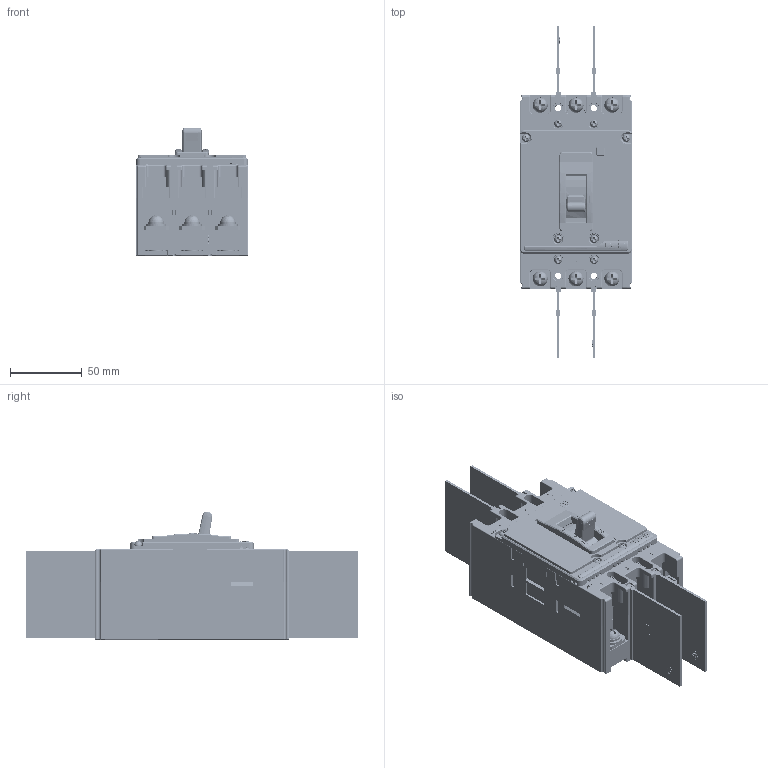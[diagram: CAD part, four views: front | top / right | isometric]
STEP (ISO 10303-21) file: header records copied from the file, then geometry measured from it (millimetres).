
FILE_DESCRIPTION((''),'2;1');
FILE_NAME('ASM0004_ASM','2019-10-26T',('sxqing'),(''),'CREO PARAMETRIC BY PTC INC, 2018070','CREO PARAMETRIC BY PTC INC, 2018070','');
FILE_SCHEMA(('CONFIG_CONTROL_DESIGN'));
Products named in the file (39): 8-024-0824_91; AM3X8_GB809-1_3_1_2; 5-024-824_ASM_91_ASM; 8-585-1372_29; 5-552-483_ASM_17_ASM; 5-551-566_ASM_16_ASM; M2-5X8_GB823__3_1_2; D3_GB9074_26__4_1_2; D2-5_GB9074_24__2_1_2; M2-5X8_ASM_7_1_2_ASM; 8-585-1371_7_1_2; 5-615-786_ASM_10_1_2_ASM; M3X8_GB823_3_1_2; D3_GB9074_26__4; D3_GB9074_24__6_1_2; M3X8_ASM_7_1_2_ASM; 5-859-015_ASM_1_1_2_ASM; 8-742-2143_5_1_2; 8-742-2144_6_1_2; 8-742-2131_14_1_2; 8-742-2016_3_1_2; 8-253-668_39_1_2; 8-315-1374_18_1; 8-310-468_31_1; 8-253-636_3_1_2; 5-864-002_5_1; 5-315-501_ASM_26_1_ASM; M3X25_GB823__3_1_2; D3_GB9074_24__6; M3X25_ASM_6_1_2_ASM; 8-742-2018_2; 8-743-023_27_1_2; M6X12_GB823_3_1_2; D6_GB9074_26_8_2_1_2; D6_GB9074_24_11_3_1_2; 5-850-154-M6X12_ASM_4_1_2_ASM; 8-742-1695_4_1_2; NXM-125S-3300-125A_ASM_73_ASM; ASM0004_ASM
Assembly tree (90 placements, depth 5):
  ASM0004_ASM
    NXM-125S-3300-125A_ASM_73_ASM
      5-024-824_ASM_91_ASM
        8-024-0824_91
        AM3X8_GB809-1_3_1_2  x4
      5-551-566_ASM_16_ASM  x3
        5-552-483_ASM_17_ASM
          8-585-1372_29
      M2-5X8_ASM_7_1_2_ASM  x12
        M2-5X8_GB823__3_1_2
        D3_GB9074_26__4_1_2
        D2-5_GB9074_24__2_1_2
      5-615-786_ASM_10_1_2_ASM  x3
        8-585-1371_7_1_2
      M3X8_ASM_7_1_2_ASM  x5
        M3X8_GB823_3_1_2
        D3_GB9074_26__4
        D3_GB9074_24__6_1_2
      5-859-015_ASM_1_1_2_ASM  x3
      8-742-2143_5_1_2  x3
      8-742-2144_6_1_2  x3
      8-742-2131_14_1_2  x2
      8-742-2016_3_1_2  x3
      8-253-668_39_1_2
      5-315-501_ASM_26_1_ASM
        8-315-1374_18_1
        8-310-468_31_1
        8-253-636_3_1_2
        5-864-002_5_1
        M3X8_ASM_7_1_2_ASM  x4
          M3X8_GB823_3_1_2
          D3_GB9074_26__4
          D3_GB9074_24__6_1_2
      M3X25_ASM_6_1_2_ASM  x4
        M3X25_GB823__3_1_2
        D3_GB9074_26__4
        D3_GB9074_24__6
      8-742-2018_2
      8-743-023_27_1_2  x6
      5-850-154-M6X12_ASM_4_1_2_ASM  x6
        M6X12_GB823_3_1_2
        D6_GB9074_26_8_2_1_2
        D6_GB9074_24_11_3_1_2
      8-742-1695_4_1_2  x4
Bounding box: 78 x 231.2 x 89.71 mm (x, y, z)
Volume: 260737.1 mm3; surface area: 256871.2 mm2
Topology: 131 solids, 184 shells, 10640 faces, 30226 edges, 19973 vertices
Faces by surface type: plane 6674, cylinder 2600, cone 436, torus 307, bspline 233, extrusion 209, sphere 181
Entity records: 271752 total; most frequent: CARTESIAN_POINT 52492, ORIENTED_EDGE 40416, DIRECTION 37507, EDGE_CURVE 20229, VECTOR 14307, LINE 14098, VERTEX_POINT 13313, AXIS2_PLACEMENT_3D 11600
